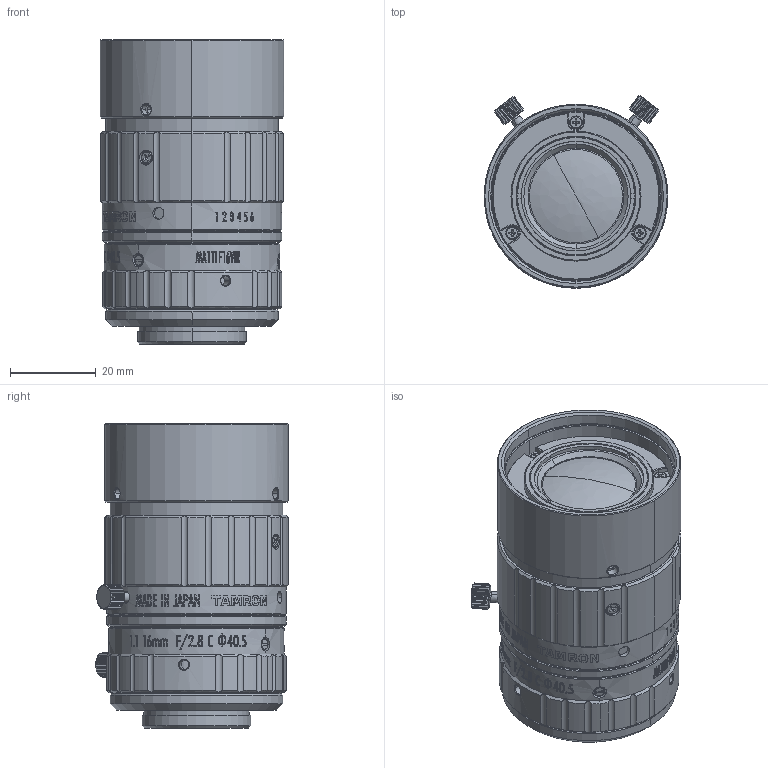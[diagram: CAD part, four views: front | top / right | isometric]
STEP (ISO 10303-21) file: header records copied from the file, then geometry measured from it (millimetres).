
FILE_DESCRIPTION(('CATIA V5 STEP Exchange'),'2;1');
FILE_NAME('ECB16E0000-070-ECB16E00000(MA111F16VIR).stp','2024-10-15T01:20:28+00:00',('none'),('none'),'CATIA Version 5-6 Release 2017 SP5 HF45','CATIA V5 STEP AP203','none');
FILE_SCHEMA(('CONFIG_CONTROL_DESIGN'));
Products named in the file (1): ECB16E0000-070-ECB16E0000外観3Dデータ
Bounding box: 43 x 45.07 x 71.11 mm (x, y, z)
Volume: 51876 mm3; surface area: 46409 mm2
Topology: 2 solids, 9 shells, 5944 faces, 17043 edges, 11244 vertices
Faces by surface type: bspline 3584, plane 1149, cylinder 764, cone 415, torus 16, revolution 12, sphere 4
Entity records: 452344 total; most frequent: CARTESIAN_POINT 335498, ORIENTED_EDGE 33990, EDGE_CURVE 16999, B_SPLINE_CURVE_WITH_KNOTS 11914, VERTEX_POINT 11244, DIRECTION 7775, EDGE_LOOP 6223, ADVANCED_FACE 5944
